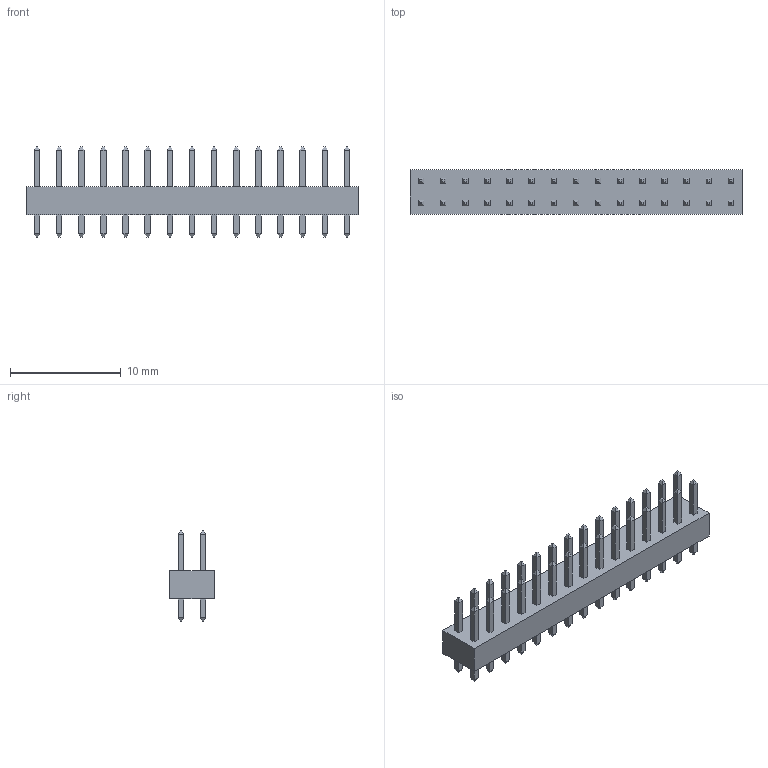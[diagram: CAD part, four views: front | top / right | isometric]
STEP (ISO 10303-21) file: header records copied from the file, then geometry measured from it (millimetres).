
FILE_DESCRIPTION (( 'STEP AP214' ), '1' );
FILE_NAME ( 'HDRV30W50P200_15X2_3000X400H615.STEP', '2022-06-19T11:52:37', ( '' ), ( '' ), '', '©2017 PCB Libraries, Inc.', '' );
FILE_SCHEMA (( 'AUTOMOTIVE_DESIGN' ));
Length unit declared in the file: millimetre
Products named in the file (1): HDRV30W50P200_15X2_3000X400H615
Bounding box: 30 x 4 x 8.15 mm (x, y, z)
Volume: 344.5 mm3; surface area: 756.9 mm2
Topology: 61 solids, 61 shells, 606 faces, 1212 edges, 728 vertices
Faces by surface type: plane 606
Entity records: 16967 total; most frequent: CARTESIAN_POINT 2547, DIRECTION 2426, ORIENTED_EDGE 2424, VECTOR 1212, LINE 1212, EDGE_CURVE 1212, VERTEX_POINT 728, STYLED_ITEM 668
